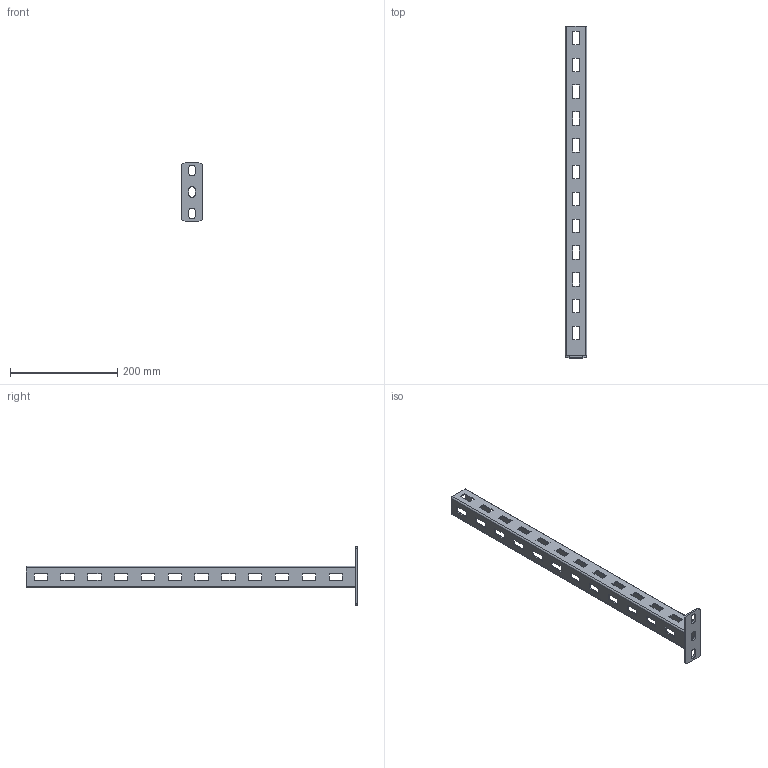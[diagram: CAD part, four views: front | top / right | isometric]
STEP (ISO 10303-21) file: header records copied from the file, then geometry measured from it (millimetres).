
FILE_DESCRIPTION((''),'2;1');
FILE_NAME('710960_ASM','2020-10-15T12:50:37',('tomas'),(''),'CREO PARAMETRIC BY PTC INC, 2019352','CREO PARAMETRIC BY PTC INC, 2019352','');
FILE_SCHEMA(('CONFIG_CONTROL_DESIGN'));
Length unit declared in the file: millimetre
Products named in the file (3): PODSTAWA_WPT_PRT; CWC40H47_600_PRT; 710960_ASM
Assembly tree (2 placements, depth 2):
  710960_ASM
    PODSTAWA_WPT_PRT
    CWC40H47_600_PRT
Bounding box: 40 x 619 x 110 mm (x, y, z)
Volume: 161620.5 mm3; surface area: 164308.8 mm2
Topology: 2 solids, 2 shells, 220 faces, 600 edges, 384 vertices
Faces by surface type: plane 198, cylinder 22
Entity records: 7028 total; most frequent: CARTESIAN_POINT 1209, ORIENTED_EDGE 1200, DIRECTION 1094, EDGE_CURVE 600, VECTOR 556, LINE 556, VERTEX_POINT 384, EDGE_LOOP 298
